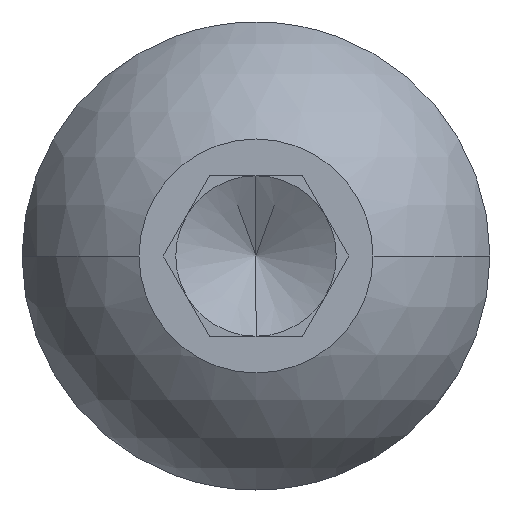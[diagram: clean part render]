
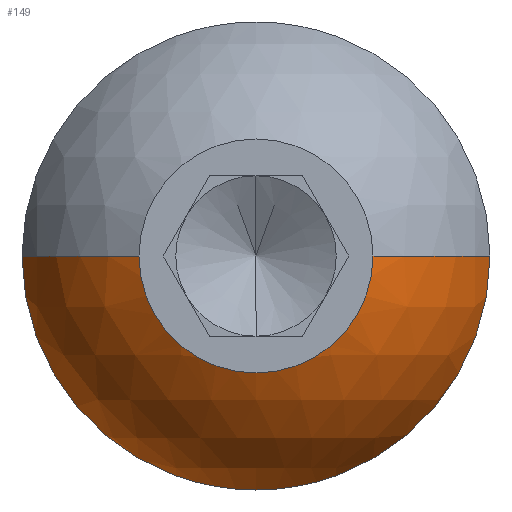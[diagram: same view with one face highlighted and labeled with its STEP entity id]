
A CAD part, left-side view. The second image highlights one B-rep face of the part: STEP entity #149.
In plain terms, the highlighted spherical face has radius 9.265 mm.
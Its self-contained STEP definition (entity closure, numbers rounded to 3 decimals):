
#23 = AXIS2_PLACEMENT_3D ( 'NONE', #728, #372, #240 ) ;
#36 = ORIENTED_EDGE ( 'NONE', *, *, #245, .F. ) ;
#54 = CIRCLE ( 'NONE', #23, 8.75 ) ;
#59 = DIRECTION ( 'NONE',  ( -1., 0., 0. ) ) ;
#81 = DIRECTION ( 'NONE',  ( 0., 0., 1. ) ) ;
#113 = AXIS2_PLACEMENT_3D ( 'NONE', #122, #425, #649 ) ;
#122 = CARTESIAN_POINT ( 'NONE',  ( 8.168, 0., 0. ) ) ;
#139 = DIRECTION ( 'NONE',  ( 1., 0., 0. ) ) ;
#144 = DIRECTION ( 'NONE',  ( -1., 0., 0. ) ) ;
#148 = DIRECTION ( 'NONE',  ( 0., 0., 1. ) ) ;
#149 = ADVANCED_FACE ( 'NONE', ( #772 ), #383, .T. ) ;
#160 = EDGE_CURVE ( 'NONE', #632, #308, #513, .T. ) ;
#185 = CARTESIAN_POINT ( 'NONE',  ( 8.168, 0., 0. ) ) ;
#195 = CARTESIAN_POINT ( 'NONE',  ( 0., -4.375, 0. ) ) ;
#240 = DIRECTION ( 'NONE',  ( 0., 0., 1. ) ) ;
#245 = EDGE_CURVE ( 'NONE', #632, #528, #595, .T. ) ;
#268 = CARTESIAN_POINT ( 'NONE',  ( 0., 0., 0. ) ) ;
#298 = CARTESIAN_POINT ( 'NONE',  ( 5.12, 8.75, 0. ) ) ;
#308 = VERTEX_POINT ( 'NONE', #311 ) ;
#311 = CARTESIAN_POINT ( 'NONE',  ( 5.12, 0., -8.75 ) ) ;
#325 = AXIS2_PLACEMENT_3D ( 'NONE', #268, #144, #148 ) ;
#346 = DIRECTION ( 'NONE',  ( 0., 1., 0. ) ) ;
#347 = CARTESIAN_POINT ( 'NONE',  ( 8.168, 0., 0. ) ) ;
#362 = EDGE_CURVE ( 'NONE', #528, #696, #504, .T. ) ;
#372 = DIRECTION ( 'NONE',  ( -1., 0., 0. ) ) ;
#383 = SPHERICAL_SURFACE ( 'NONE', #113, 9.266 ) ;
#387 = AXIS2_PLACEMENT_3D ( 'NONE', #347, #638, #346 ) ;
#425 = DIRECTION ( 'NONE',  ( 0., 0., -1. ) ) ;
#439 = ORIENTED_EDGE ( 'NONE', *, *, #362, .F. ) ;
#481 = EDGE_CURVE ( 'NONE', #646, #696, #753, .T. ) ;
#504 = CIRCLE ( 'NONE', #325, 4.375 ) ;
#513 = CIRCLE ( 'NONE', #575, 8.75 ) ;
#516 = ORIENTED_EDGE ( 'NONE', *, *, #651, .T. ) ;
#528 = VERTEX_POINT ( 'NONE', #752 ) ;
#537 = EDGE_LOOP ( 'NONE', ( #738, #516, #550, #439, #36 ) ) ;
#550 = ORIENTED_EDGE ( 'NONE', *, *, #481, .T. ) ;
#575 = AXIS2_PLACEMENT_3D ( 'NONE', #714, #59, #601 ) ;
#595 = CIRCLE ( 'NONE', #719, 9.266 ) ;
#596 = CARTESIAN_POINT ( 'NONE',  ( 5.12, -8.75, 0. ) ) ;
#601 = DIRECTION ( 'NONE',  ( 0., 0., 1. ) ) ;
#632 = VERTEX_POINT ( 'NONE', #298 ) ;
#638 = DIRECTION ( 'NONE',  ( 0., 0., -1. ) ) ;
#646 = VERTEX_POINT ( 'NONE', #596 ) ;
#649 = DIRECTION ( 'NONE',  ( 0., 1., 0. ) ) ;
#651 = EDGE_CURVE ( 'NONE', #308, #646, #54, .T. ) ;
#696 = VERTEX_POINT ( 'NONE', #195 ) ;
#714 = CARTESIAN_POINT ( 'NONE',  ( 5.12, 0., 0. ) ) ;
#719 = AXIS2_PLACEMENT_3D ( 'NONE', #185, #81, #139 ) ;
#728 = CARTESIAN_POINT ( 'NONE',  ( 5.12, 0., 0. ) ) ;
#738 = ORIENTED_EDGE ( 'NONE', *, *, #160, .T. ) ;
#752 = CARTESIAN_POINT ( 'NONE',  ( 0., 4.375, 0. ) ) ;
#753 = CIRCLE ( 'NONE', #387, 9.266 ) ;
#772 = FACE_OUTER_BOUND ( 'NONE', #537, .T. ) ;
